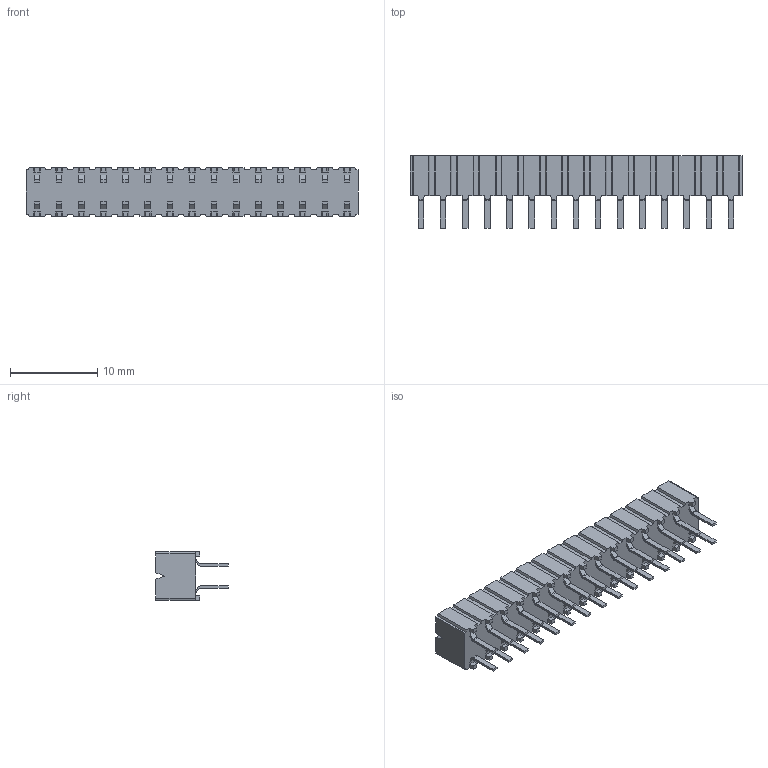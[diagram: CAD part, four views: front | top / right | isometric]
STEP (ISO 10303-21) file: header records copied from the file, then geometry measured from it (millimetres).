
FILE_DESCRIPTION(/* description */ ('STEP AP203'),/* implementation_level */ '2;1');
FILE_NAME(/* name */ 'CES-115-01-T-D.stp',/* time_stamp */ '2023-12-09T18:30:17+01:00',/* author */ ('arnau'),/* organization */ ('CADENAS'),/* preprocessor_version */ 'ST-DEVELOPER v19.2',/* originating_system */ 'Autodesk Inventor 2024',/* authorisation */ ' ');
FILE_SCHEMA (('AUTOMOTIVE_DESIGN { 1 0 10303 214 3 1 1 }'));
Length unit declared in the file: inch
Products named in the file (4): CES-115-01-T-D; 011501TD2; 011501TD; CES-115-01-D_socket
Assembly tree (3 placements, depth 2):
  CES-115-01-T-D
    011501TD2
    011501TD
    CES-115-01-D_socket
Bounding box: 38.1 x 8.33 x 5.59 mm (x, y, z)
Volume: 1498.3 mm3; surface area: 2889.1 mm2
Topology: 3 solids, 3 shells, 834 faces, 2214 edges, 1476 vertices
Faces by surface type: plane 774, cylinder 60
Entity records: 25630 total; most frequent: CARTESIAN_POINT 4532, ORIENTED_EDGE 4428, DIRECTION 4018, EDGE_CURVE 2214, LINE 2094, VECTOR 2094, VERTEX_POINT 1476, AXIS2_PLACEMENT_3D 962
